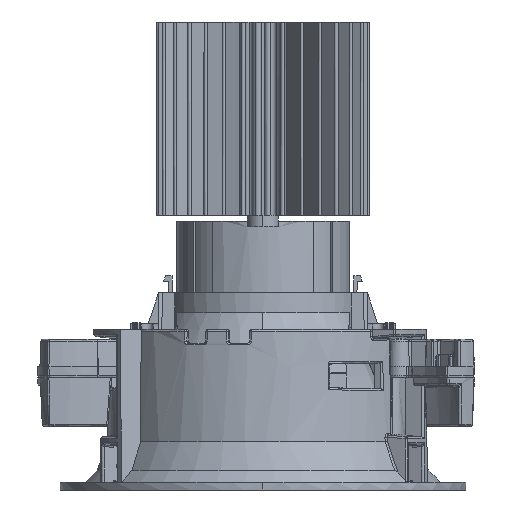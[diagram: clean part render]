
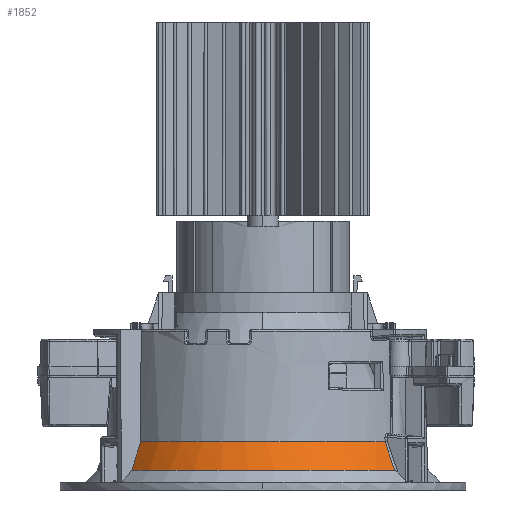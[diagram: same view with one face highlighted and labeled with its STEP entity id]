
A CAD part, left-side view. The second image highlights one B-rep face of the part: STEP entity #1852.
In plain terms, the highlighted free-form (B-spline) face has degree [2, 1] with [9, 2] control points.
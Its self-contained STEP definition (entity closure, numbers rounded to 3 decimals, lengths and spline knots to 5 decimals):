
#1852=ADVANCED_FACE('',(#4343),#39385,.T.);
#4343=FACE_OUTER_BOUND('',#6960,.T.);
#6960=EDGE_LOOP('',(#16225,#16226,#16227,#16228));
#16225=ORIENTED_EDGE('',*,*,#25149,.F.);
#16226=ORIENTED_EDGE('',*,*,#25166,.F.);
#16227=ORIENTED_EDGE('',*,*,#25659,.T.);
#16228=ORIENTED_EDGE('',*,*,#25033,.F.);
#25033=EDGE_CURVE('',#36464,#36465,#29139,.T.);
#25149=EDGE_CURVE('',#36534,#36464,#32074,.T.);
#25166=EDGE_CURVE('',#36545,#36534,#29165,.T.);
#25659=EDGE_CURVE('',#36545,#36465,#29334,.T.);
#29139=(
BOUNDED_CURVE()
B_SPLINE_CURVE(2,(#96892,#96893,#96894,#96895,#96896),.UNSPECIFIED.,.F.,
 .F.)
B_SPLINE_CURVE_WITH_KNOTS((3,2,3),(-0.07265,-0.03633,
0.),.UNSPECIFIED.)
CURVE()
GEOMETRIC_REPRESENTATION_ITEM()
RATIONAL_B_SPLINE_CURVE((1.,0.9,1.,0.9,1.))
REPRESENTATION_ITEM('')
);
#29165=(
BOUNDED_CURVE()
B_SPLINE_CURVE(2,(#97260,#97261,#97262,#97263,#97264),.UNSPECIFIED.,.F.,
 .F.)
B_SPLINE_CURVE_WITH_KNOTS((3,2,3),(0.,0.0392,0.0784),
 .UNSPECIFIED.)
CURVE()
GEOMETRIC_REPRESENTATION_ITEM()
RATIONAL_B_SPLINE_CURVE((1.,0.898,1.,0.898,1.))
REPRESENTATION_ITEM('')
);
#29334=(
BOUNDED_CURVE()
B_SPLINE_CURVE(3,(#98811,#98812,#98813,#98814),.UNSPECIFIED.,.F.,.F.)
B_SPLINE_CURVE_WITH_KNOTS((4,4),(0.,0.0079),.UNSPECIFIED.)
CURVE()
GEOMETRIC_REPRESENTATION_ITEM()
RATIONAL_B_SPLINE_CURVE((1.,1.,1.,1.))
REPRESENTATION_ITEM('')
);
#32074=B_SPLINE_CURVE_WITH_KNOTS('',3,(#97201,#97202,#97203,#97204),
 .UNSPECIFIED.,.F.,.F.,(4,4),(-1.,0.),.UNSPECIFIED.);
#36464=VERTEX_POINT('',#91881);
#36465=VERTEX_POINT('',#91882);
#36534=VERTEX_POINT('',#91951);
#36545=VERTEX_POINT('',#91962);
#39385=(
BOUNDED_SURFACE()
B_SPLINE_SURFACE(2,1,((#82015,#82016),(#82017,#82018),(#82019,#82020),(#82021,
#82022),(#82023,#82024),(#82025,#82026),(#82027,#82028),(#82029,#82030),
(#82031,#82032)),.UNSPECIFIED.,.T.,.F.,.F.)
B_SPLINE_SURFACE_WITH_KNOTS((3,2,2,2,3),(2,2),(0.,0.0749,0.1498,
0.2247,0.29959),(0.,0.13941),
 .UNSPECIFIED.)
GEOMETRIC_REPRESENTATION_ITEM()
RATIONAL_B_SPLINE_SURFACE(((1.,1.),(0.707,0.707),
(1.,1.),(0.707,0.707),(1.,1.),(0.707,
0.707),(1.,1.),(0.707,0.707),(1.,1.)))
REPRESENTATION_ITEM('')
SURFACE()
);
#82015=CARTESIAN_POINT('',(0.,0.,0.12308));
#82016=CARTESIAN_POINT('',(0.02384,-0.04129,-0.00793));
#82017=CARTESIAN_POINT('',(0.,0.,0.12308));
#82018=CARTESIAN_POINT('',(-0.01745,-0.06513,-0.00793));
#82019=CARTESIAN_POINT('',(0.,0.,0.12308));
#82020=CARTESIAN_POINT('',(-0.04129,-0.02384,-0.00793));
#82021=CARTESIAN_POINT('',(0.,0.,0.12308));
#82022=CARTESIAN_POINT('',(-0.06513,0.01745,-0.00793));
#82023=CARTESIAN_POINT('',(0.,0.,0.12308));
#82024=CARTESIAN_POINT('',(-0.02384,0.04129,-0.00793));
#82025=CARTESIAN_POINT('',(0.,0.,0.12308));
#82026=CARTESIAN_POINT('',(0.01745,0.06513,-0.00793));
#82027=CARTESIAN_POINT('',(0.,0.,0.12308));
#82028=CARTESIAN_POINT('',(0.04129,0.02384,-0.00793));
#82029=CARTESIAN_POINT('',(0.,0.,0.12308));
#82030=CARTESIAN_POINT('',(0.06513,-0.01745,-0.00793));
#82031=CARTESIAN_POINT('',(0.,0.,0.12308));
#82032=CARTESIAN_POINT('',(0.02384,-0.04129,-0.00793));
#91881=CARTESIAN_POINT('',(-0.02491,0.03163,0.01248));
#91882=CARTESIAN_POINT('',(-0.02499,-0.03156,0.01248));
#91951=CARTESIAN_POINT('',(-0.02637,0.0339,0.00508));
#91962=CARTESIAN_POINT('',(-0.02617,-0.03406,0.00508));
#96892=CARTESIAN_POINT('',(-0.02491,0.03163,0.01248));
#96893=CARTESIAN_POINT('',(-0.04023,0.01956,0.01248));
#96894=CARTESIAN_POINT('',(-0.04026,0.00005,0.01248));
#96895=CARTESIAN_POINT('',(-0.04028,-0.01945,0.01248));
#96896=CARTESIAN_POINT('',(-0.02499,-0.03156,0.01248));
#97201=CARTESIAN_POINT('',(-0.02637,0.0339,0.00508));
#97202=CARTESIAN_POINT('',(-0.02588,0.03314,0.00754));
#97203=CARTESIAN_POINT('',(-0.02539,0.03239,0.01001));
#97204=CARTESIAN_POINT('',(-0.02491,0.03163,0.01248));
#97260=CARTESIAN_POINT('',(-0.02617,-0.03406,0.00508));
#97261=CARTESIAN_POINT('',(-0.04289,-0.02121,0.00508));
#97262=CARTESIAN_POINT('',(-0.04295,-0.00013,0.00508));
#97263=CARTESIAN_POINT('',(-0.04301,0.02096,0.00508));
#97264=CARTESIAN_POINT('',(-0.02637,0.0339,0.00508));
#98811=CARTESIAN_POINT('',(-0.02617,-0.03406,0.00508));
#98812=CARTESIAN_POINT('',(-0.02577,-0.03323,0.00754));
#98813=CARTESIAN_POINT('',(-0.02538,-0.03239,0.01001));
#98814=CARTESIAN_POINT('',(-0.02499,-0.03156,0.01248));
